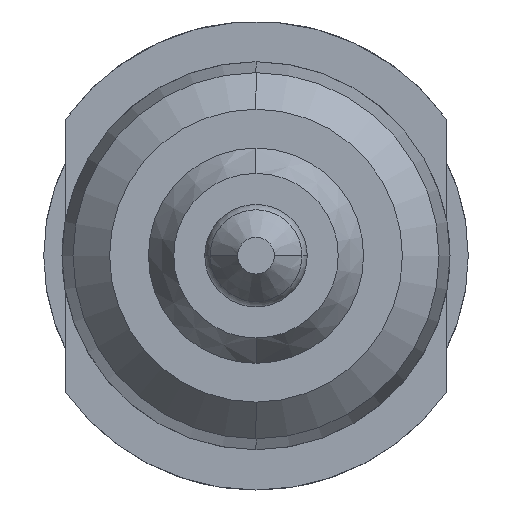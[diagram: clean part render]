
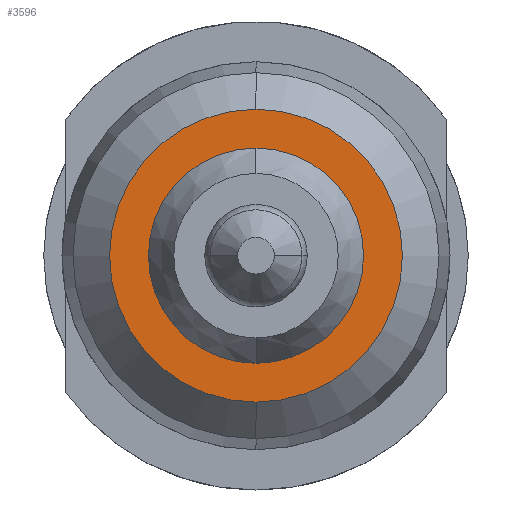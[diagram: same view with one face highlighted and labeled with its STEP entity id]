
A CAD part, front view. The second image highlights one B-rep face of the part: STEP entity #3596.
In plain terms, the highlighted planar face has unit normal (0, -1, 0).
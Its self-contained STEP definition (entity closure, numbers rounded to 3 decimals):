
#169 = DIRECTION ( 'NONE',  ( 0., -1., 0. ) ) ;
#264 = DIRECTION ( 'NONE',  ( 0., 1., 0. ) ) ;
#450 = EDGE_CURVE ( 'Defeature ausgef�hrt1_15+Defeature ausgef�hrt1_45+Defeature ausgef�hrt1_45+Defeature ausgef�hrt1_45', #1531, #1589, #1777, .T. ) ;
#468 = DIRECTION ( 'NONE',  ( 0., -1., 0. ) ) ;
#601 = AXIS2_PLACEMENT_3D ( 'NONE', #1934, #1117, #1541 ) ;
#607 = EDGE_LOOP ( 'NONE', ( #2942, #1296 ) ) ;
#657 = CARTESIAN_POINT ( 'NONE',  ( 0., 0., -1. ) ) ;
#701 = EDGE_CURVE ( 'Defeature ausgef�hrt1_15+Defeature ausgef�hrt1_17+Defeature ausgef�hrt1_17+Defeature ausgef�hrt1_17', #2843, #914, #2592, .T. ) ;
#913 = CIRCLE ( 'NONE', #4298, 0.735 ) ;
#914 = VERTEX_POINT ( 'NONE', #657 ) ;
#1016 = AXIS2_PLACEMENT_3D ( 'NONE', #1830, #169, #5186 ) ;
#1047 = CIRCLE ( 'NONE', #1016, 1. ) ;
#1053 = DIRECTION ( 'NONE',  ( 0., 0., -1. ) ) ;
#1117 = DIRECTION ( 'NONE',  ( 0., -1., 0. ) ) ;
#1296 = ORIENTED_EDGE ( 'NONE', *, *, #2764, .T. ) ;
#1358 = FACE_OUTER_BOUND ( 'NONE', #4107, .T. ) ;
#1510 = DIRECTION ( 'NONE',  ( 0., 0., -1. ) ) ;
#1531 = VERTEX_POINT ( 'NONE', #4571 ) ;
#1541 = DIRECTION ( 'NONE',  ( 0., 0., -1. ) ) ;
#1589 = VERTEX_POINT ( 'NONE', #2938 ) ;
#1632 = ORIENTED_EDGE ( 'NONE', *, *, #701, .T. ) ;
#1654 = CARTESIAN_POINT ( 'NONE',  ( 0., 0., 0. ) ) ;
#1667 = EDGE_CURVE ( 'Defeature ausgef�hrt1_15+Defeature ausgef�hrt1_17+Defeature ausgef�hrt1_17+Defeature ausgef�hrt1_17', #914, #2843, #1047, .T. ) ;
#1777 = CIRCLE ( 'NONE', #2414, 0.735 ) ;
#1830 = CARTESIAN_POINT ( 'NONE',  ( 0., 0., 0. ) ) ;
#1934 = CARTESIAN_POINT ( 'NONE',  ( 0., 0., 0. ) ) ;
#2414 = AXIS2_PLACEMENT_3D ( 'NONE', #3198, #3662, #1510 ) ;
#2507 = FACE_BOUND ( 'NONE', #607, .T. ) ;
#2559 = CARTESIAN_POINT ( 'NONE',  ( 0., 0., 1. ) ) ;
#2592 = CIRCLE ( 'NONE', #3231, 1. ) ;
#2754 = PLANE ( 'NONE',  #601 ) ;
#2764 = EDGE_CURVE ( 'Defeature ausgef�hrt1_15+Defeature ausgef�hrt1_45+Defeature ausgef�hrt1_45+Defeature ausgef�hrt1_45', #1589, #1531, #913, .T. ) ;
#2843 = VERTEX_POINT ( 'NONE', #2559 ) ;
#2938 = CARTESIAN_POINT ( 'NONE',  ( 0., 0., -0.735 ) ) ;
#2942 = ORIENTED_EDGE ( 'NONE', *, *, #450, .T. ) ;
#3198 = CARTESIAN_POINT ( 'NONE',  ( 0., 0., 0. ) ) ;
#3231 = AXIS2_PLACEMENT_3D ( 'NONE', #1654, #468, #5467 ) ;
#3580 = CARTESIAN_POINT ( 'NONE',  ( 0., 0., 0. ) ) ;
#3596 = ADVANCED_FACE ( 'Defeature ausgef�hrt1_15', ( #2507, #1358 ), #2754, .T. ) ;
#3662 = DIRECTION ( 'NONE',  ( 0., 1., 0. ) ) ;
#4107 = EDGE_LOOP ( 'NONE', ( #1632, #5353 ) ) ;
#4298 = AXIS2_PLACEMENT_3D ( 'NONE', #3580, #264, #1053 ) ;
#4571 = CARTESIAN_POINT ( 'NONE',  ( 0., 0., 0.735 ) ) ;
#5186 = DIRECTION ( 'NONE',  ( 0., 0., -1. ) ) ;
#5353 = ORIENTED_EDGE ( 'NONE', *, *, #1667, .T. ) ;
#5467 = DIRECTION ( 'NONE',  ( 0., 0., -1. ) ) ;
